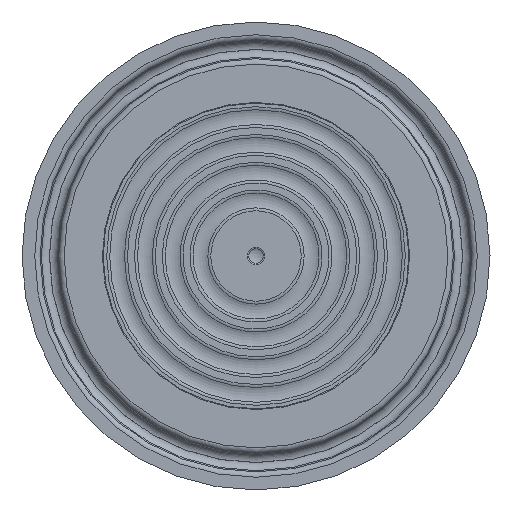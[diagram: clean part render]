
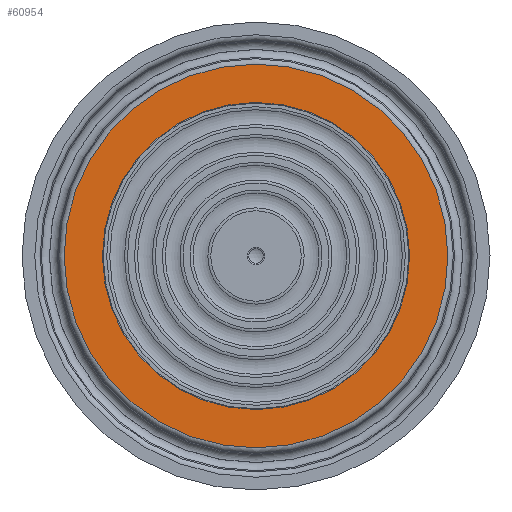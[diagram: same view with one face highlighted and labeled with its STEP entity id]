
A CAD part, left-side view. The second image highlights one B-rep face of the part: STEP entity #60954.
In plain terms, the highlighted planar face has unit normal (-1, 0, 0).
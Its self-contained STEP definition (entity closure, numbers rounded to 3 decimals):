
#4523=FACE_BOUND('',#15732,.T.);
#7730=PLANE('',#68943);
#11651=FACE_OUTER_BOUND('',#15731,.T.);
#15731=EDGE_LOOP('',(#56529));
#15732=EDGE_LOOP('',(#56530));
#16630=CIRCLE('',#68940,21.);
#16632=CIRCLE('',#68944,26.242);
#29009=VERTEX_POINT('',#139177);
#29011=VERTEX_POINT('',#139184);
#38193=EDGE_CURVE('',#29009,#29009,#16630,.T.);
#38196=EDGE_CURVE('',#29011,#29011,#16632,.T.);
#56529=ORIENTED_EDGE('',*,*,#38196,.F.);
#56530=ORIENTED_EDGE('',*,*,#38193,.T.);
#60954=ADVANCED_FACE('',(#11651,#4523),#7730,.T.);
#68940=AXIS2_PLACEMENT_3D('',#139178,#87278,#87279);
#68943=AXIS2_PLACEMENT_3D('',#139183,#87285,#87286);
#68944=AXIS2_PLACEMENT_3D('',#139185,#87287,#87288);
#87278=DIRECTION('center_axis',(1.,0.,0.));
#87279=DIRECTION('ref_axis',(0.,1.,0.));
#87285=DIRECTION('center_axis',(-1.,0.,0.));
#87286=DIRECTION('ref_axis',(0.,0.,1.));
#87287=DIRECTION('center_axis',(1.,0.,0.));
#87288=DIRECTION('ref_axis',(0.,0.,-1.));
#139177=CARTESIAN_POINT('',(0.,-21.,0.));
#139178=CARTESIAN_POINT('Origin',(0.,0.,
0.));
#139183=CARTESIAN_POINT('Origin',(0.,26.242,
0.));
#139184=CARTESIAN_POINT('',(0.,0.,
26.242));
#139185=CARTESIAN_POINT('Origin',(0.,0.,
0.));
